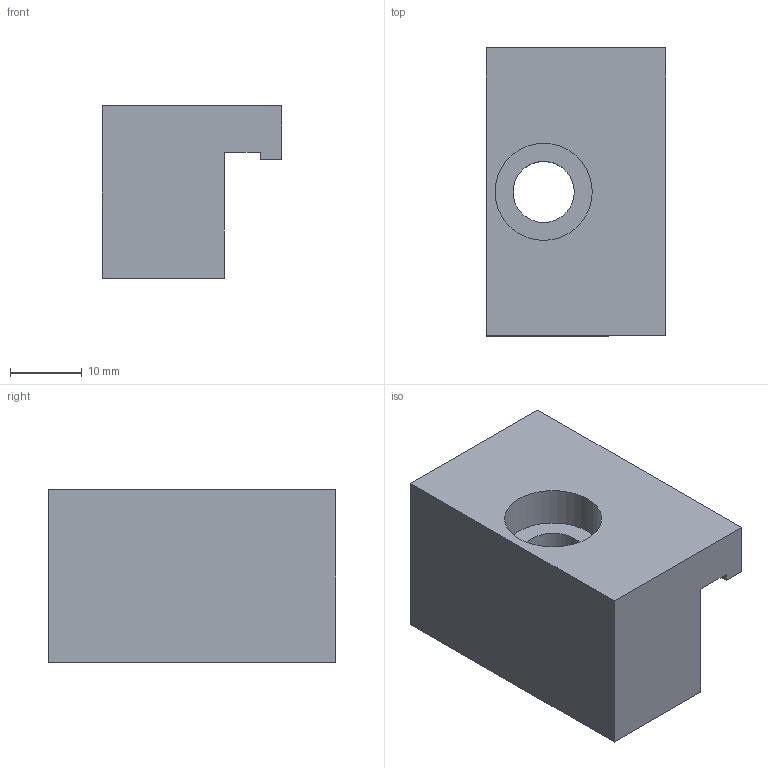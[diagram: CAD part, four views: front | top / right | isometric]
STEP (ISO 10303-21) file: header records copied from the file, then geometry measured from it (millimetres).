
FILE_DESCRIPTION((''),'2;1');
FILE_NAME('324547.ipt.stp','2010-09-05T12:24:24',(''),(''),'Autodesk Inventor 2010','Autodesk Inventor 2010','');
FILE_SCHEMA(('AUTOMOTIVE_DESIGN { 1 0 10303 214 1 1 1 1 }'));
Length unit declared in the file: millimetre
Products named in the file (1): 324547
Bounding box: 25 x 40 x 24 mm (x, y, z)
Volume: 16683.3 mm3; surface area: 5539.7 mm2
Topology: 1 solids, 1 shells, 13 faces, 31 edges, 21 vertices
Faces by surface type: plane 10, bspline 3
Entity records: 414 total; most frequent: CARTESIAN_POINT 99, ORIENTED_EDGE 56, DIRECTION 54, EDGE_CURVE 28, VECTOR 24, LINE 24, VERTEX_POINT 20, EDGE_LOOP 18
